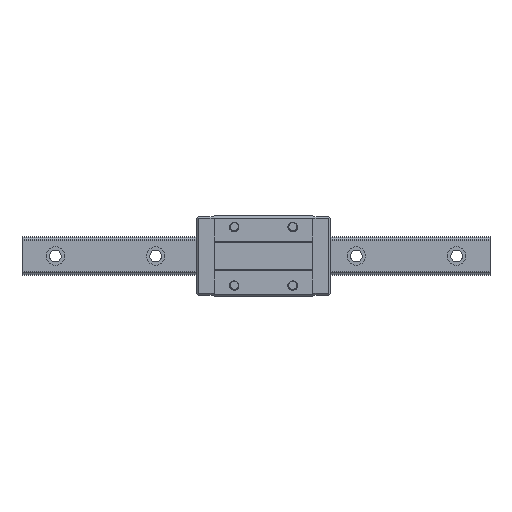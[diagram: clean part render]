
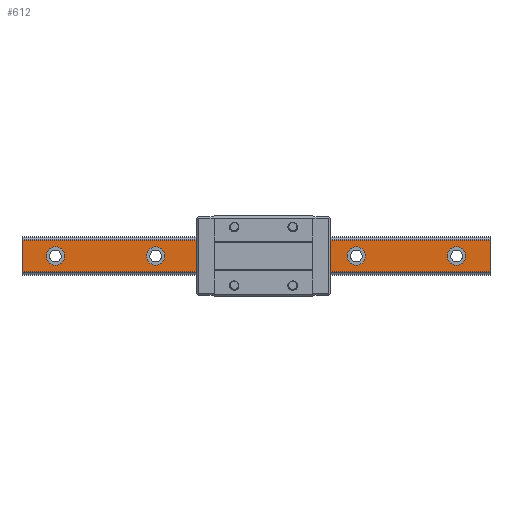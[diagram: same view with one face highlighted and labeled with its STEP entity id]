
A CAD part, top view. The second image highlights one B-rep face of the part: STEP entity #612.
In plain terms, the highlighted planar face has unit normal (0, 0, 1).
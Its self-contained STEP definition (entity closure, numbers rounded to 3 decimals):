
#306=FACE_BOUND('',#1110,.T.);
#307=FACE_BOUND('',#1111,.T.);
#308=FACE_BOUND('',#1112,.T.);
#309=FACE_BOUND('',#1113,.T.);
#310=FACE_BOUND('',#1114,.T.);
#311=FACE_BOUND('',#1115,.T.);
#430=CIRCLE('',#4002,5.5);
#431=CIRCLE('',#4003,5.5);
#432=CIRCLE('',#4004,5.5);
#433=CIRCLE('',#4005,5.5);
#434=CIRCLE('',#4006,5.5);
#612=ADVANCED_FACE('',(#306,#307,#308,#309,#310,#311),#798,.F.);
#798=PLANE('',#4007);
#1110=EDGE_LOOP('',(#1580));
#1111=EDGE_LOOP('',(#1581));
#1112=EDGE_LOOP('',(#1582));
#1113=EDGE_LOOP('',(#1583));
#1114=EDGE_LOOP('',(#1584));
#1115=EDGE_LOOP('',(#1585,#1586,#1587,#1588));
#1580=ORIENTED_EDGE('',*,*,#2926,.T.);
#1581=ORIENTED_EDGE('',*,*,#2927,.T.);
#1582=ORIENTED_EDGE('',*,*,#2928,.T.);
#1583=ORIENTED_EDGE('',*,*,#2929,.T.);
#1584=ORIENTED_EDGE('',*,*,#2930,.T.);
#1585=ORIENTED_EDGE('',*,*,#2931,.T.);
#1586=ORIENTED_EDGE('',*,*,#2932,.F.);
#1587=ORIENTED_EDGE('',*,*,#2933,.F.);
#1588=ORIENTED_EDGE('',*,*,#2924,.T.);
#2502=VERTEX_POINT('',#5659);
#2503=VERTEX_POINT('',#5661);
#2504=VERTEX_POINT('',#5665);
#2505=VERTEX_POINT('',#5667);
#2506=VERTEX_POINT('',#5669);
#2507=VERTEX_POINT('',#5671);
#2508=VERTEX_POINT('',#5673);
#2509=VERTEX_POINT('',#5675);
#2510=VERTEX_POINT('',#5677);
#2924=EDGE_CURVE('',#2503,#2502,#3407,.T.);
#2926=EDGE_CURVE('',#2504,#2504,#430,.T.);
#2927=EDGE_CURVE('',#2505,#2505,#431,.T.);
#2928=EDGE_CURVE('',#2506,#2506,#432,.T.);
#2929=EDGE_CURVE('',#2507,#2507,#433,.T.);
#2930=EDGE_CURVE('',#2508,#2508,#434,.T.);
#2931=EDGE_CURVE('',#2502,#2509,#3408,.T.);
#2932=EDGE_CURVE('',#2510,#2509,#3409,.T.);
#2933=EDGE_CURVE('',#2503,#2510,#3410,.T.);
#3407=LINE('',#5660,#3691);
#3408=LINE('',#5674,#3692);
#3409=LINE('',#5676,#3693);
#3410=LINE('',#5678,#3694);
#3691=VECTOR('',#4565,1.);
#3692=VECTOR('',#4580,1.);
#3693=VECTOR('',#4581,1.);
#3694=VECTOR('',#4582,1.);
#4002=AXIS2_PLACEMENT_3D('',#5664,#4570,#4571);
#4003=AXIS2_PLACEMENT_3D('',#5666,#4572,#4573);
#4004=AXIS2_PLACEMENT_3D('',#5668,#4574,#4575);
#4005=AXIS2_PLACEMENT_3D('',#5670,#4576,#4577);
#4006=AXIS2_PLACEMENT_3D('',#5672,#4578,#4579);
#4007=AXIS2_PLACEMENT_3D('',#5679,#4583,#4584);
#4565=DIRECTION('',(-1.,0.,0.));
#4570=DIRECTION('',(0.,0.,-1.));
#4571=DIRECTION('',(0.,1.,0.));
#4572=DIRECTION('',(0.,0.,-1.));
#4573=DIRECTION('',(0.,1.,0.));
#4574=DIRECTION('',(0.,0.,-1.));
#4575=DIRECTION('',(0.,1.,0.));
#4576=DIRECTION('',(0.,0.,-1.));
#4577=DIRECTION('',(0.,1.,0.));
#4578=DIRECTION('',(0.,0.,-1.));
#4579=DIRECTION('',(0.,1.,0.));
#4580=DIRECTION('',(0.,-1.,0.));
#4581=DIRECTION('',(-1.,0.,0.));
#4582=DIRECTION('',(0.,-1.,0.));
#4583=DIRECTION('',(0.,0.,-1.));
#4584=DIRECTION('',(0.,1.,0.));
#5659=CARTESIAN_POINT('',(448.665,-1084.462,20.5));
#5660=CARTESIAN_POINT('',(663.665,-1084.462,20.5));
#5661=CARTESIAN_POINT('',(728.665,-1084.462,20.5));
#5664=CARTESIAN_POINT('',(708.665,-1093.785,20.5));
#5665=CARTESIAN_POINT('',(708.665,-1088.285,20.5));
#5666=CARTESIAN_POINT('',(648.665,-1093.785,20.5));
#5667=CARTESIAN_POINT('',(648.665,-1088.285,20.5));
#5668=CARTESIAN_POINT('',(588.665,-1093.785,20.5));
#5669=CARTESIAN_POINT('',(588.665,-1088.285,20.5));
#5670=CARTESIAN_POINT('',(528.665,-1093.785,20.5));
#5671=CARTESIAN_POINT('',(528.665,-1088.285,20.5));
#5672=CARTESIAN_POINT('',(468.665,-1093.785,20.5));
#5673=CARTESIAN_POINT('',(468.665,-1088.285,20.5));
#5674=CARTESIAN_POINT('',(448.665,-1084.462,20.5));
#5675=CARTESIAN_POINT('',(448.665,-1103.109,20.5));
#5676=CARTESIAN_POINT('',(663.665,-1103.109,20.5));
#5677=CARTESIAN_POINT('',(728.665,-1103.109,20.5));
#5678=CARTESIAN_POINT('',(728.665,-1084.462,20.5));
#5679=CARTESIAN_POINT('',(663.665,-1084.462,20.5));
